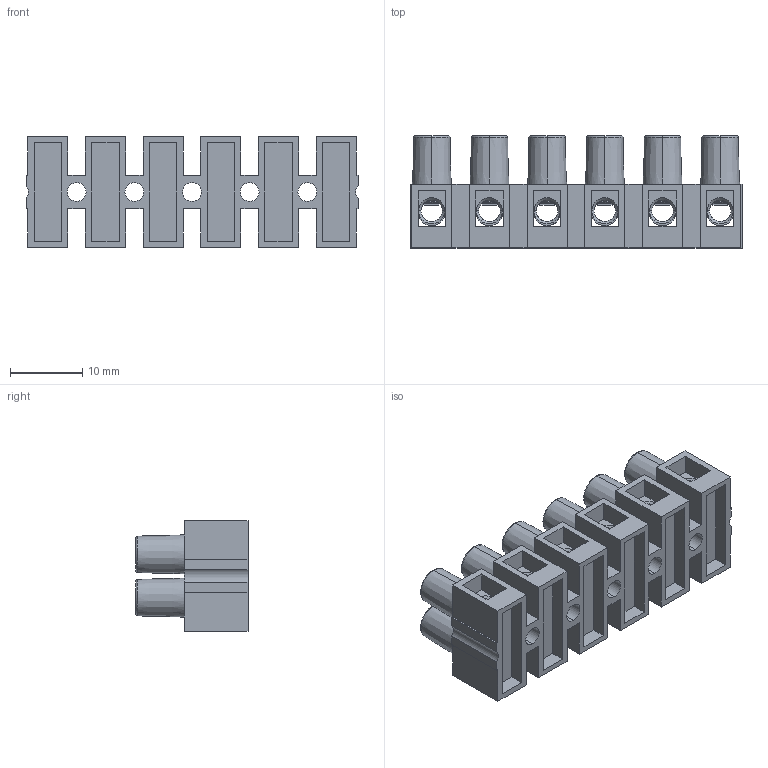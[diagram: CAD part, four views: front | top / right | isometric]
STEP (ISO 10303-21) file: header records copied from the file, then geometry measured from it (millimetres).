
FILE_DESCRIPTION (( 'STEP AP203' ), '1' );
FILE_NAME ('92CS6.STEP', '2023-12-19T15:48:21', ( '' ), ( '' ), 'SwSTEP 2.0', 'SolidWorks 2022', '' );
FILE_SCHEMA (( 'CONFIG_CONTROL_DESIGN' ));
Length unit declared in the file: millimetre
Products named in the file (6): SABUS9200-M092; SABUSCSM092; SM0926; 92CS6; SAVMIC35; CSM092
Assembly tree (21 placements, depth 3):
  92CS6
    SM0926
    SAVMIC35  x12
    SABUSCSM092  x6
      SABUS9200-M092
      CSM092
Bounding box: 46.03 x 15.53 x 15.32 mm (x, y, z)
Volume: 4084.8 mm3; surface area: 10683.4 mm2
Topology: 25 solids, 25 shells, 1034 faces, 2754 edges, 1800 vertices
Faces by surface type: cylinder 438, plane 368, torus 96, cone 96, bspline 36
Entity records: 18849 total; most frequent: CARTESIAN_POINT 5778, DIRECTION 2560, ORIENTED_EDGE 2526, EDGE_CURVE 1263, AXIS2_PLACEMENT_3D 978, VERTEX_POINT 820, LINE 604, VECTOR 604
